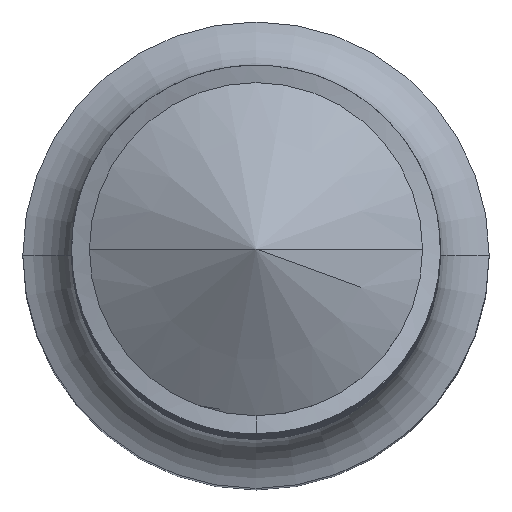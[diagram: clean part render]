
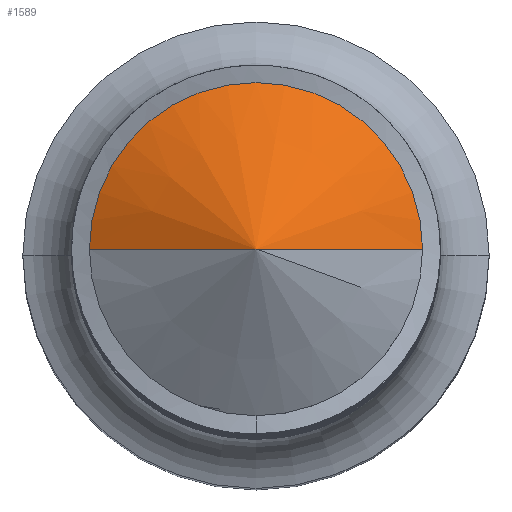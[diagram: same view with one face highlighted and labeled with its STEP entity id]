
A CAD part, top view. The second image highlights one B-rep face of the part: STEP entity #1589.
In plain terms, the highlighted conical face has half-angle 60 degrees and reference radius 7.5 mm.
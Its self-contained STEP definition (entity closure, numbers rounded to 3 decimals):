
#310 = EDGE_CURVE ( 'NONE', #1011, #436, #4661, .T. ) ;
#436 = VERTEX_POINT ( 'NONE', #6018 ) ;
#683 = VERTEX_POINT ( 'NONE', #4806 ) ;
#1011 = VERTEX_POINT ( 'NONE', #5638 ) ;
#1399 = ORIENTED_EDGE ( 'NONE', *, *, #4363, .F. ) ;
#1589 = ADVANCED_FACE ( 'NONE', ( #6027 ), #5209, .T. ) ;
#1805 = ORIENTED_EDGE ( 'NONE', *, *, #310, .T. ) ;
#1811 = DIRECTION ( 'NONE',  ( -1., 0., 0. ) ) ;
#1963 = VECTOR ( 'NONE', #4461, 1000. ) ;
#2414 = DIRECTION ( 'NONE',  ( -0.866, 0., -0.5 ) ) ;
#2510 = CIRCLE ( 'NONE', #4944, 7.5 ) ;
#2574 = EDGE_CURVE ( 'NONE', #1011, #683, #5851, .T. ) ;
#2648 = DIRECTION ( 'NONE',  ( 0., 0., -1. ) ) ;
#3486 = CARTESIAN_POINT ( 'NONE',  ( -7.5, 0., 150. ) ) ;
#3684 = EDGE_LOOP ( 'NONE', ( #5145, #1805, #1399 ) ) ;
#3837 = DIRECTION ( 'NONE',  ( 0., 0., -1. ) ) ;
#3948 = AXIS2_PLACEMENT_3D ( 'NONE', #4929, #3837, #1811 ) ;
#4363 = EDGE_CURVE ( 'NONE', #683, #436, #2510, .T. ) ;
#4461 = DIRECTION ( 'NONE',  ( 0.866, 0., -0.5 ) ) ;
#4623 = CARTESIAN_POINT ( 'NONE',  ( 0., 0., 150. ) ) ;
#4661 = LINE ( 'NONE', #4980, #1963 ) ;
#4806 = CARTESIAN_POINT ( 'NONE',  ( -7.5, 0., 150. ) ) ;
#4929 = CARTESIAN_POINT ( 'NONE',  ( 0., 0., 150. ) ) ;
#4944 = AXIS2_PLACEMENT_3D ( 'NONE', #4623, #2648, #6707 ) ;
#4980 = CARTESIAN_POINT ( 'NONE',  ( 7.5, 0., 150. ) ) ;
#5145 = ORIENTED_EDGE ( 'NONE', *, *, #2574, .F. ) ;
#5209 = CONICAL_SURFACE ( 'NONE', #3948, 7.5, 1.047 ) ;
#5638 = CARTESIAN_POINT ( 'NONE',  ( 0., 0., 154.33 ) ) ;
#5766 = VECTOR ( 'NONE', #2414, 1000. ) ;
#5851 = LINE ( 'NONE', #3486, #5766 ) ;
#6018 = CARTESIAN_POINT ( 'NONE',  ( 7.5, 0., 150. ) ) ;
#6027 = FACE_OUTER_BOUND ( 'NONE', #3684, .T. ) ;
#6707 = DIRECTION ( 'NONE',  ( -1., 0., 0. ) ) ;
